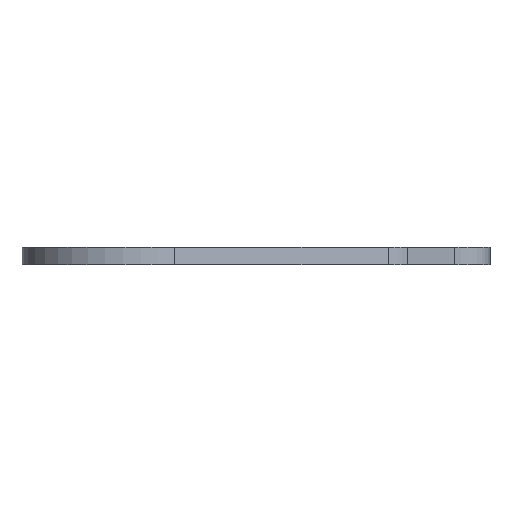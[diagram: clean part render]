
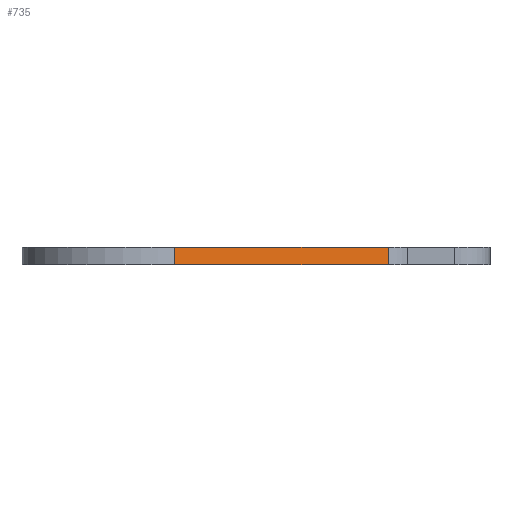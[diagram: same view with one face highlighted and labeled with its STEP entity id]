
A CAD part, left-side view. The second image highlights one B-rep face of the part: STEP entity #735.
In plain terms, the highlighted planar face has unit normal (-0.835, -0.55, 0).
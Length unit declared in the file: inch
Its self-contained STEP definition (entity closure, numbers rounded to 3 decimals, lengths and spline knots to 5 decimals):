
#26 = ORIENTED_EDGE ( 'NONE', *, *, #602, .F. ) ;
#38 = CARTESIAN_POINT ( 'NONE',  ( -1.04121, -1.77388, 0. ) ) ;
#242 = CARTESIAN_POINT ( 'NONE',  ( -1.54106, -1.01487, -0.125 ) ) ;
#256 = DIRECTION ( 'NONE',  ( -0.55, 0.835, 0. ) ) ;
#461 = DIRECTION ( 'NONE',  ( 0.835, 0.55, 0. ) ) ;
#476 = FACE_OUTER_BOUND ( 'NONE', #1224, .T. ) ;
#513 = LINE ( 'NONE', #1157, #1591 ) ;
#552 = EDGE_CURVE ( 'NONE', #1222, #1559, #1401, .T. ) ;
#602 = EDGE_CURVE ( 'NONE', #1222, #834, #2101, .T. ) ;
#623 = LINE ( 'NONE', #1297, #1588 ) ;
#626 = PLANE ( 'NONE',  #991 ) ;
#677 = DIRECTION ( 'NONE',  ( 0., 0., 1. ) ) ;
#735 = ADVANCED_FACE ( 'NONE', ( #476 ), #626, .F. ) ;
#792 = CARTESIAN_POINT ( 'NONE',  ( -1.04121, -1.77388, 0. ) ) ;
#834 = VERTEX_POINT ( 'NONE', #1556 ) ;
#991 = AXIS2_PLACEMENT_3D ( 'NONE', #1964, #461, #1131 ) ;
#1000 = CARTESIAN_POINT ( 'NONE',  ( -1.04121, -1.77388, -0.125 ) ) ;
#1002 = CARTESIAN_POINT ( 'NONE',  ( -2.0439, -0.25131, 0. ) ) ;
#1037 = VERTEX_POINT ( 'NONE', #1002 ) ;
#1088 = ORIENTED_EDGE ( 'NONE', *, *, #1628, .T. ) ;
#1131 = DIRECTION ( 'NONE',  ( -0.55, 0.835, 0. ) ) ;
#1157 = CARTESIAN_POINT ( 'NONE',  ( -2.0439, -0.25131, -5.4456 ) ) ;
#1222 = VERTEX_POINT ( 'NONE', #1000 ) ;
#1224 = EDGE_LOOP ( 'NONE', ( #26, #1327, #1088, #1908 ) ) ;
#1263 = DIRECTION ( 'NONE',  ( -0.55, 0.835, 0. ) ) ;
#1297 = CARTESIAN_POINT ( 'NONE',  ( -1.54106, -1.01487, 0. ) ) ;
#1327 = ORIENTED_EDGE ( 'NONE', *, *, #552, .T. ) ;
#1401 = LINE ( 'NONE', #38, #1463 ) ;
#1463 = VECTOR ( 'NONE', #1902, 39.37008 ) ;
#1556 = CARTESIAN_POINT ( 'NONE',  ( -2.0439, -0.25131, -0.125 ) ) ;
#1559 = VERTEX_POINT ( 'NONE', #792 ) ;
#1588 = VECTOR ( 'NONE', #1263, 39.37008 ) ;
#1591 = VECTOR ( 'NONE', #677, 39.37008 ) ;
#1628 = EDGE_CURVE ( 'NONE', #1559, #1037, #623, .T. ) ;
#1675 = VECTOR ( 'NONE', #256, 39.37008 ) ;
#1902 = DIRECTION ( 'NONE',  ( 0., 0., 1. ) ) ;
#1908 = ORIENTED_EDGE ( 'NONE', *, *, #2123, .F. ) ;
#1964 = CARTESIAN_POINT ( 'NONE',  ( -1.54106, -1.01487, -0.125 ) ) ;
#2101 = LINE ( 'NONE', #242, #1675 ) ;
#2123 = EDGE_CURVE ( 'NONE', #834, #1037, #513, .T. ) ;
